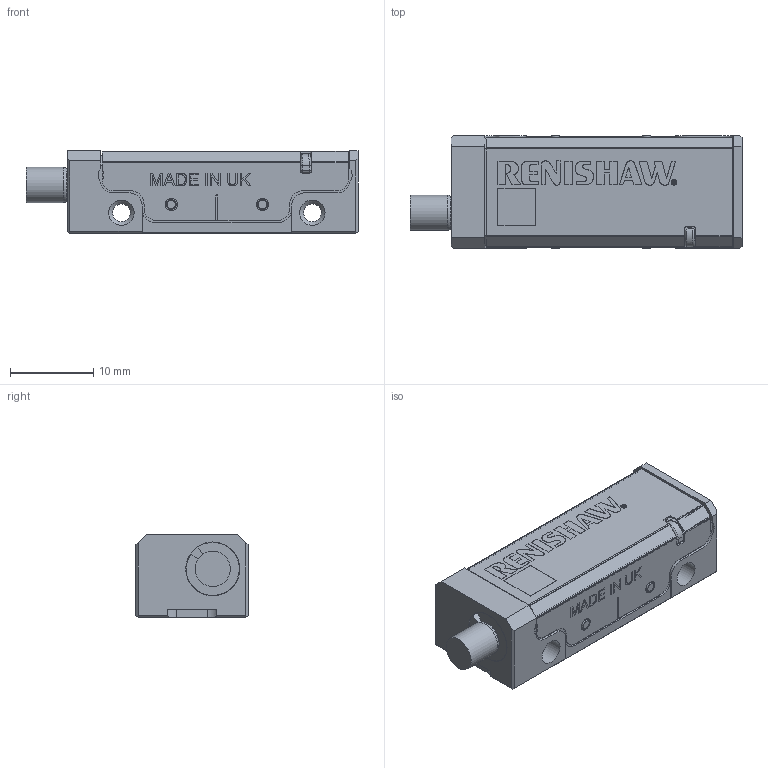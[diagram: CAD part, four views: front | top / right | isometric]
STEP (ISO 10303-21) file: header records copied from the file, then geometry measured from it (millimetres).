
FILE_DESCRIPTION(/* description */ (''),/* implementation_level */ '2;1');
FILE_NAME(/* name */ 'QUANTiC.stp',/* time_stamp */ '2018-02-15T10:23:33+00:00',/* author */ (''),/* organization */ (''),/* preprocessor_version */ 'ST-DEVELOPER v16',/* originating_system */ 'SIEMENS PLM Software NX 10.0',/* authorisation */ '');
FILE_SCHEMA (('AUTOMOTIVE_DESIGN { 1 0 10303 214 3 1 1 1 }'));
Length unit declared in the file: millimetre
Products named in the file (1): 814768_A
Bounding box: 40 x 13.5 x 10 mm (x, y, z)
Volume: 4347.9 mm3; surface area: 4068.4 mm2
Topology: 6 solids, 6 shells, 777 faces, 1838 edges, 1156 vertices
Faces by surface type: plane 369, cylinder 218, torus 108, extrusion 36, cone 24, bspline 20, sphere 2
Full cylindrical faces by diameter (mm): 0.08 x100, 1 x4, 1.2 x4, 1.27 x1, 1.5 x4, 2.135 x3, 2.38 x1, 3.065 x4, 3.69 x1, 3.85 x1, 4.25 x1, 6.5 x1
Entity records: 24794 total; most frequent: CARTESIAN_POINT 5978, DIRECTION 3232, ORIENTED_EDGE 3160, EDGE_CURVE 1580, AXIS2_PLACEMENT_3D 1264, VERTEX_POINT 1141, EDGE_LOOP 1117, ADVANCED_FACE 777
